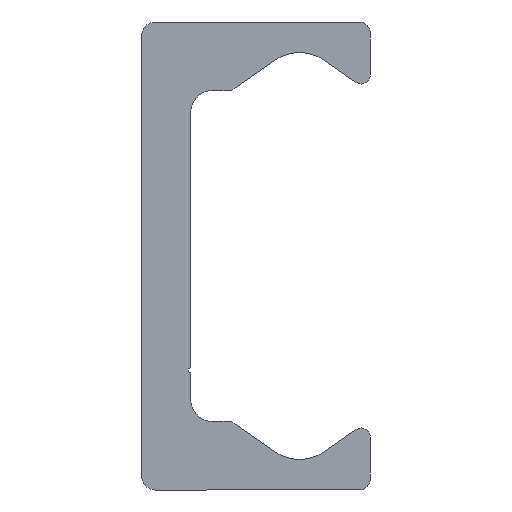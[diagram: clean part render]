
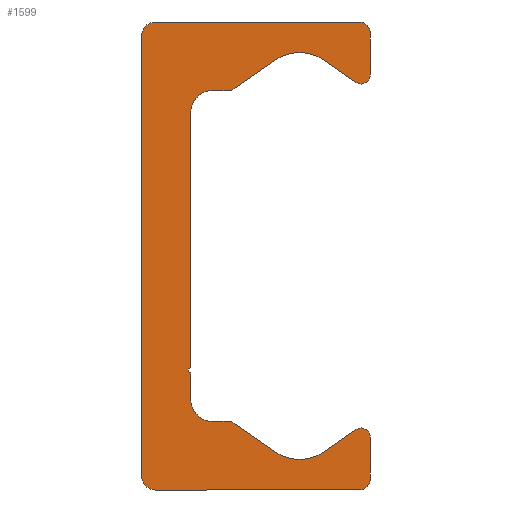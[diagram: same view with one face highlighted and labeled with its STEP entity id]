
A CAD part, left-side view. The second image highlights one B-rep face of the part: STEP entity #1599.
In plain terms, the highlighted planar face has unit normal (-1, 0, 0).
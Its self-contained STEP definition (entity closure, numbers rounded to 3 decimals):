
#696=CARTESIAN_POINT('',(0.0,9.25,-21.5));
#697=VERTEX_POINT('',#696);
#704=CARTESIAN_POINT('',(0.0,10.5,-20.25));
#705=VERTEX_POINT('',#704);
#706=CARTESIAN_POINT('',(0.0,9.25,-20.25));
#707=DIRECTION('',(1.0,0.0,0.0));
#708=DIRECTION('',(0.0,0.0,-1.0));
#709=AXIS2_PLACEMENT_3D('',#706,#707,#708);
#710=CIRCLE('',#709,1.25);
#711=EDGE_CURVE('',#697,#705,#710,.T.);
#735=CARTESIAN_POINT('',(0.0,-9.5,-21.5));
#736=VERTEX_POINT('',#735);
#743=CARTESIAN_POINT('',(0.0,-9.5,-21.5));
#744=DIRECTION('',(0.0,1.0,0.0));
#745=VECTOR('',#744,18.75);
#746=LINE('',#743,#745);
#747=EDGE_CURVE('',#736,#697,#746,.T.);
#767=CARTESIAN_POINT('',(0.0,-10.5,-20.5));
#768=VERTEX_POINT('',#767);
#775=CARTESIAN_POINT('',(0.0,-9.5,-20.5));
#776=DIRECTION('',(1.0,0.0,0.0));
#777=DIRECTION('',(0.0,-1.0,0.0));
#778=AXIS2_PLACEMENT_3D('',#775,#776,#777);
#779=CIRCLE('',#778,1.0);
#780=EDGE_CURVE('',#768,#736,#779,.T.);
#799=CARTESIAN_POINT('',(0.0,-10.5,-16.65));
#800=VERTEX_POINT('',#799);
#807=CARTESIAN_POINT('',(0.0,-10.5,-16.65));
#808=DIRECTION('',(0.0,0.0,-1.0));
#809=VECTOR('',#808,3.85);
#810=LINE('',#807,#809);
#811=EDGE_CURVE('',#800,#768,#810,.T.);
#831=CARTESIAN_POINT('',(0.0,-9.162,-15.954));
#832=VERTEX_POINT('',#831);
#839=CARTESIAN_POINT('',(0.0,-9.65,-16.65));
#840=DIRECTION('',(1.0,0.0,0.0));
#841=DIRECTION('',(0.0,0.574,0.819));
#842=AXIS2_PLACEMENT_3D('',#839,#840,#841);
#843=CIRCLE('',#842,0.85);
#844=EDGE_CURVE('',#832,#800,#843,.T.);
#863=CARTESIAN_POINT('',(0.0,-6.294,-17.962));
#864=VERTEX_POINT('',#863);
#871=CARTESIAN_POINT('',(0.0,-6.294,-17.962));
#872=DIRECTION('',(0.0,-0.819,0.574));
#873=VECTOR('',#872,3.501);
#874=LINE('',#871,#873);
#875=EDGE_CURVE('',#864,#832,#874,.T.);
#895=CARTESIAN_POINT('',(0.0,-1.706,-17.962));
#896=VERTEX_POINT('',#895);
#903=CARTESIAN_POINT('',(0.0,-4.,-14.685));
#904=DIRECTION('',(-1.0,0.0,0.0));
#905=DIRECTION('',(0.0,0.574,0.819));
#906=AXIS2_PLACEMENT_3D('',#903,#904,#905);
#907=CIRCLE('',#906,4.0);
#908=EDGE_CURVE('',#896,#864,#907,.T.);
#927=CARTESIAN_POINT('',(0.0,1.981,-15.381));
#928=VERTEX_POINT('',#927);
#935=CARTESIAN_POINT('',(0.0,1.981,-15.381));
#936=DIRECTION('',(0.0,-0.819,-0.574));
#937=VECTOR('',#936,4.5);
#938=LINE('',#935,#937);
#939=EDGE_CURVE('',#928,#896,#938,.T.);
#959=CARTESIAN_POINT('',(0.0,2.554,-15.2));
#960=VERTEX_POINT('',#959);
#967=CARTESIAN_POINT('',(0.0,2.554,-16.2));
#968=DIRECTION('',(1.0,0.0,0.0));
#969=DIRECTION('',(0.0,0.0,1.0));
#970=AXIS2_PLACEMENT_3D('',#967,#968,#969);
#971=CIRCLE('',#970,1.);
#972=EDGE_CURVE('',#960,#928,#971,.T.);
#991=CARTESIAN_POINT('',(0.0,4.0,-15.2));
#992=VERTEX_POINT('',#991);
#999=CARTESIAN_POINT('',(0.0,4.0,-15.2));
#1000=DIRECTION('',(0.0,-1.0,0.0));
#1001=VECTOR('',#1000,1.446);
#1002=LINE('',#999,#1001);
#1003=EDGE_CURVE('',#992,#960,#1002,.T.);
#1023=CARTESIAN_POINT('',(0.0,6.,-13.2));
#1024=VERTEX_POINT('',#1023);
#1031=CARTESIAN_POINT('',(0.0,4.,-13.2));
#1032=DIRECTION('',(-1.0,0.0,0.0));
#1033=DIRECTION('',(0.0,0.0,1.0));
#1034=AXIS2_PLACEMENT_3D('',#1031,#1032,#1033);
#1035=CIRCLE('',#1034,2.0);
#1036=EDGE_CURVE('',#1024,#992,#1035,.T.);
#1055=CARTESIAN_POINT('',(0.0,6.,-10.75));
#1056=VERTEX_POINT('',#1055);
#1063=CARTESIAN_POINT('',(0.0,6.,-10.75));
#1064=DIRECTION('',(0.0,0.0,-1.0));
#1065=VECTOR('',#1064,2.45);
#1066=LINE('',#1063,#1065);
#1067=EDGE_CURVE('',#1056,#1024,#1066,.T.);
#1087=CARTESIAN_POINT('',(0.0,6.,-10.25));
#1088=VERTEX_POINT('',#1087);
#1095=CARTESIAN_POINT('',(0.0,6.,-10.5));
#1096=DIRECTION('',(-1.0,0.0,0.0));
#1097=DIRECTION('',(0.0,0.0,1.0));
#1098=AXIS2_PLACEMENT_3D('',#1095,#1096,#1097);
#1099=CIRCLE('',#1098,0.25);
#1100=EDGE_CURVE('',#1088,#1056,#1099,.T.);
#1119=CARTESIAN_POINT('',(0.0,6.,13.2));
#1120=VERTEX_POINT('',#1119);
#1127=CARTESIAN_POINT('',(0.0,6.,13.2));
#1128=DIRECTION('',(0.0,0.0,-1.0));
#1129=VECTOR('',#1128,23.45);
#1130=LINE('',#1127,#1129);
#1131=EDGE_CURVE('',#1120,#1088,#1130,.T.);
#1178=CARTESIAN_POINT('',(0.0,4.0,15.2));
#1179=VERTEX_POINT('',#1178);
#1186=CARTESIAN_POINT('',(0.0,4.,13.2));
#1187=DIRECTION('',(-1.0,0.0,0.0));
#1188=DIRECTION('',(0.0,-1.0,0.0));
#1189=AXIS2_PLACEMENT_3D('',#1186,#1187,#1188);
#1190=CIRCLE('',#1189,2.0);
#1191=EDGE_CURVE('',#1179,#1120,#1190,.T.);
#1210=CARTESIAN_POINT('',(0.0,2.554,15.2));
#1211=VERTEX_POINT('',#1210);
#1218=CARTESIAN_POINT('',(0.0,2.554,15.2));
#1219=DIRECTION('',(0.0,1.0,0.0));
#1220=VECTOR('',#1219,1.446);
#1221=LINE('',#1218,#1220);
#1222=EDGE_CURVE('',#1211,#1179,#1221,.T.);
#1242=CARTESIAN_POINT('',(0.0,1.981,15.381));
#1243=VERTEX_POINT('',#1242);
#1250=CARTESIAN_POINT('',(0.0,2.554,16.2));
#1251=DIRECTION('',(1.0,0.0,0.0));
#1252=DIRECTION('',(0.0,-0.574,-0.819));
#1253=AXIS2_PLACEMENT_3D('',#1250,#1251,#1252);
#1254=CIRCLE('',#1253,1.);
#1255=EDGE_CURVE('',#1243,#1211,#1254,.T.);
#1274=CARTESIAN_POINT('',(0.0,-1.706,17.962));
#1275=VERTEX_POINT('',#1274);
#1282=CARTESIAN_POINT('',(0.0,-1.706,17.962));
#1283=DIRECTION('',(0.0,0.819,-0.574));
#1284=VECTOR('',#1283,4.5);
#1285=LINE('',#1282,#1284);
#1286=EDGE_CURVE('',#1275,#1243,#1285,.T.);
#1306=CARTESIAN_POINT('',(0.0,-6.294,17.962));
#1307=VERTEX_POINT('',#1306);
#1314=CARTESIAN_POINT('',(0.0,-4.,14.685));
#1315=DIRECTION('',(-1.0,0.0,0.0));
#1316=DIRECTION('',(0.0,-0.574,-0.819));
#1317=AXIS2_PLACEMENT_3D('',#1314,#1315,#1316);
#1318=CIRCLE('',#1317,4.0);
#1319=EDGE_CURVE('',#1307,#1275,#1318,.T.);
#1338=CARTESIAN_POINT('',(0.0,-9.162,15.954));
#1339=VERTEX_POINT('',#1338);
#1346=CARTESIAN_POINT('',(0.0,-9.162,15.954));
#1347=DIRECTION('',(0.0,0.819,0.574));
#1348=VECTOR('',#1347,3.501);
#1349=LINE('',#1346,#1348);
#1350=EDGE_CURVE('',#1339,#1307,#1349,.T.);
#1370=CARTESIAN_POINT('',(0.0,-10.5,16.65));
#1371=VERTEX_POINT('',#1370);
#1378=CARTESIAN_POINT('',(0.0,-9.65,16.65));
#1379=DIRECTION('',(1.0,0.0,0.0));
#1380=DIRECTION('',(0.0,-1.0,0.0));
#1381=AXIS2_PLACEMENT_3D('',#1378,#1379,#1380);
#1382=CIRCLE('',#1381,0.85);
#1383=EDGE_CURVE('',#1371,#1339,#1382,.T.);
#1402=CARTESIAN_POINT('',(0.0,-10.5,20.5));
#1403=VERTEX_POINT('',#1402);
#1410=CARTESIAN_POINT('',(0.0,-10.5,20.5));
#1411=DIRECTION('',(0.0,0.0,-1.0));
#1412=VECTOR('',#1411,3.85);
#1413=LINE('',#1410,#1412);
#1414=EDGE_CURVE('',#1403,#1371,#1413,.T.);
#1434=CARTESIAN_POINT('',(0.0,-9.5,21.5));
#1435=VERTEX_POINT('',#1434);
#1442=CARTESIAN_POINT('',(0.0,-9.5,20.5));
#1443=DIRECTION('',(1.0,0.0,0.0));
#1444=DIRECTION('',(0.0,0.0,1.0));
#1445=AXIS2_PLACEMENT_3D('',#1442,#1443,#1444);
#1446=CIRCLE('',#1445,1.0);
#1447=EDGE_CURVE('',#1435,#1403,#1446,.T.);
#1466=CARTESIAN_POINT('',(0.0,9.25,21.5));
#1467=VERTEX_POINT('',#1466);
#1474=CARTESIAN_POINT('',(0.0,9.25,21.5));
#1475=DIRECTION('',(0.0,-1.0,0.0));
#1476=VECTOR('',#1475,18.75);
#1477=LINE('',#1474,#1476);
#1478=EDGE_CURVE('',#1467,#1435,#1477,.T.);
#1498=CARTESIAN_POINT('',(0.0,10.5,20.25));
#1499=VERTEX_POINT('',#1498);
#1506=CARTESIAN_POINT('',(0.0,9.25,20.25));
#1507=DIRECTION('',(1.0,0.0,0.0));
#1508=DIRECTION('',(0.0,1.0,0.0));
#1509=AXIS2_PLACEMENT_3D('',#1506,#1507,#1508);
#1510=CIRCLE('',#1509,1.25);
#1511=EDGE_CURVE('',#1499,#1467,#1510,.T.);
#1529=CARTESIAN_POINT('',(0.0,10.5,-20.25));
#1530=DIRECTION('',(0.0,0.0,1.0));
#1531=VECTOR('',#1530,40.5);
#1532=LINE('',#1529,#1531);
#1533=EDGE_CURVE('',#705,#1499,#1532,.T.);
#1566=CARTESIAN_POINT('',(0.0,2.66,-0.019));
#1567=DIRECTION('',(1.0,0.0,0.0));
#1568=DIRECTION('',(0.0,0.0,-1.0));
#1569=AXIS2_PLACEMENT_3D('',#1566,#1567,#1568);
#1570=PLANE('',#1569);
#1571=ORIENTED_EDGE('',*,*,#1533,.F.);
#1572=ORIENTED_EDGE('',*,*,#711,.F.);
#1573=ORIENTED_EDGE('',*,*,#747,.F.);
#1574=ORIENTED_EDGE('',*,*,#780,.F.);
#1575=ORIENTED_EDGE('',*,*,#811,.F.);
#1576=ORIENTED_EDGE('',*,*,#844,.F.);
#1577=ORIENTED_EDGE('',*,*,#875,.F.);
#1578=ORIENTED_EDGE('',*,*,#908,.F.);
#1579=ORIENTED_EDGE('',*,*,#939,.F.);
#1580=ORIENTED_EDGE('',*,*,#972,.F.);
#1581=ORIENTED_EDGE('',*,*,#1003,.F.);
#1582=ORIENTED_EDGE('',*,*,#1036,.F.);
#1583=ORIENTED_EDGE('',*,*,#1067,.F.);
#1584=ORIENTED_EDGE('',*,*,#1100,.F.);
#1585=ORIENTED_EDGE('',*,*,#1131,.F.);
#1586=ORIENTED_EDGE('',*,*,#1191,.F.);
#1587=ORIENTED_EDGE('',*,*,#1222,.F.);
#1588=ORIENTED_EDGE('',*,*,#1255,.F.);
#1589=ORIENTED_EDGE('',*,*,#1286,.F.);
#1590=ORIENTED_EDGE('',*,*,#1319,.F.);
#1591=ORIENTED_EDGE('',*,*,#1350,.F.);
#1592=ORIENTED_EDGE('',*,*,#1383,.F.);
#1593=ORIENTED_EDGE('',*,*,#1414,.F.);
#1594=ORIENTED_EDGE('',*,*,#1447,.F.);
#1595=ORIENTED_EDGE('',*,*,#1478,.F.);
#1596=ORIENTED_EDGE('',*,*,#1511,.F.);
#1597=EDGE_LOOP('',(#1571,#1572,#1573,#1574,#1575,#1576,#1577,#1578,#1579,#1580,#1581,#1582,#1583,#1584,#1585,#1586,#1587,#1588,#1589,#1590,#1591,#1592,#1593,#1594,#1595,#1596));
#1598=FACE_OUTER_BOUND('',#1597,.T.);
#1599=ADVANCED_FACE('',(#1598),#1570,.F.);
